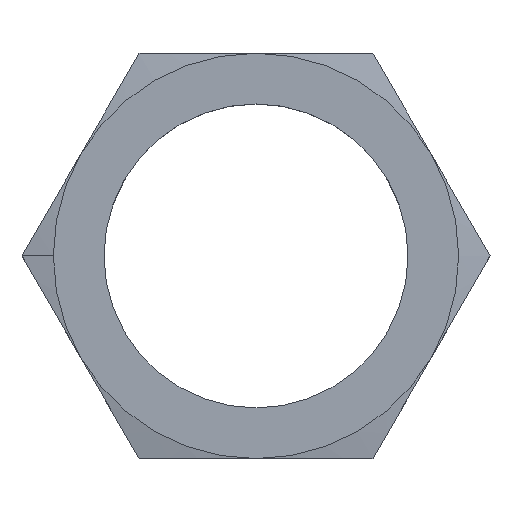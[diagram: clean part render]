
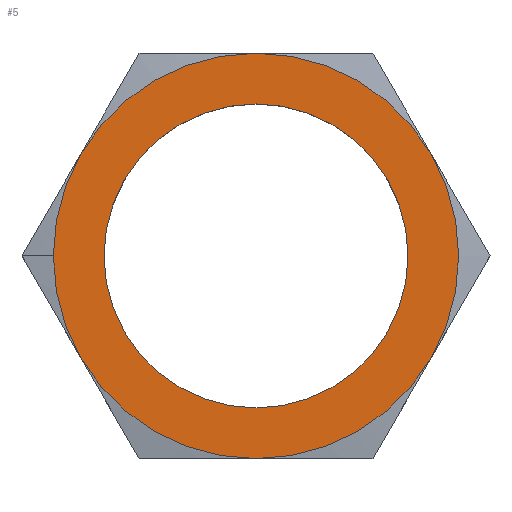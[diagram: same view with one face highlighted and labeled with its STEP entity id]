
A CAD part, top view. The second image highlights one B-rep face of the part: STEP entity #5.
In plain terms, the highlighted planar face has unit normal (0, 0, 1).
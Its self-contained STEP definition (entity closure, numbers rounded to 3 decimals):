
#5 = ADVANCED_FACE ( 'NONE', ( #132, #899 ), #561, .T. ) ;
#44 = AXIS2_PLACEMENT_3D ( 'NONE', #586, #243, #1009 ) ;
#73 = CARTESIAN_POINT ( 'NONE',  ( 6., 0., 2. ) ) ;
#74 = ORIENTED_EDGE ( 'NONE', *, *, #539, .T. ) ;
#118 = ORIENTED_EDGE ( 'NONE', *, *, #557, .F. ) ;
#128 = DIRECTION ( 'NONE',  ( 1., 0., 0. ) ) ;
#131 = AXIS2_PLACEMENT_3D ( 'NONE', #238, #1006, #660 ) ;
#132 = FACE_BOUND ( 'NONE', #636, .T. ) ;
#180 = CARTESIAN_POINT ( 'NONE',  ( 0., 0., 2. ) ) ;
#193 = VERTEX_POINT ( 'NONE', #1085 ) ;
#218 = CARTESIAN_POINT ( 'NONE',  ( 0., 0., 2. ) ) ;
#238 = CARTESIAN_POINT ( 'NONE',  ( 0., 0., 2. ) ) ;
#243 = DIRECTION ( 'NONE',  ( 0., 0., 1. ) ) ;
#308 = CIRCLE ( 'NONE', #797, 4.5 ) ;
#347 = DIRECTION ( 'NONE',  ( 0., 0., 1. ) ) ;
#423 = CIRCLE ( 'NONE', #44, 6. ) ;
#474 = DIRECTION ( 'NONE',  ( 0., 0., 1. ) ) ;
#526 = VERTEX_POINT ( 'NONE', #73 ) ;
#539 = EDGE_CURVE ( 'NONE', #526, #193, #423, .T. ) ;
#543 = VERTEX_POINT ( 'NONE', #665 ) ;
#557 = EDGE_CURVE ( 'NONE', #543, #744, #709, .T. ) ;
#561 = PLANE ( 'NONE',  #996 ) ;
#586 = CARTESIAN_POINT ( 'NONE',  ( 0., 0., 2. ) ) ;
#636 = EDGE_LOOP ( 'NONE', ( #1115, #118 ) ) ;
#639 = CARTESIAN_POINT ( 'NONE',  ( -4.5, 0., 2. ) ) ;
#641 = DIRECTION ( 'NONE',  ( 1., 0., 0. ) ) ;
#660 = DIRECTION ( 'NONE',  ( 1., 0., 0. ) ) ;
#665 = CARTESIAN_POINT ( 'NONE',  ( 4.5, 0., 2. ) ) ;
#706 = EDGE_CURVE ( 'NONE', #193, #526, #779, .T. ) ;
#709 = CIRCLE ( 'NONE', #131, 4.5 ) ;
#744 = VERTEX_POINT ( 'NONE', #639 ) ;
#779 = CIRCLE ( 'NONE', #781, 6. ) ;
#781 = AXIS2_PLACEMENT_3D ( 'NONE', #813, #474, #128 ) ;
#797 = AXIS2_PLACEMENT_3D ( 'NONE', #180, #347, #1038 ) ;
#813 = CARTESIAN_POINT ( 'NONE',  ( 0., 0., 2. ) ) ;
#823 = EDGE_LOOP ( 'NONE', ( #912, #74 ) ) ;
#824 = EDGE_CURVE ( 'NONE', #744, #543, #308, .T. ) ;
#899 = FACE_OUTER_BOUND ( 'NONE', #823, .T. ) ;
#912 = ORIENTED_EDGE ( 'NONE', *, *, #706, .T. ) ;
#986 = DIRECTION ( 'NONE',  ( 0., 0., 1. ) ) ;
#996 = AXIS2_PLACEMENT_3D ( 'NONE', #218, #986, #641 ) ;
#1006 = DIRECTION ( 'NONE',  ( 0., 0., 1. ) ) ;
#1009 = DIRECTION ( 'NONE',  ( 1., 0., 0. ) ) ;
#1038 = DIRECTION ( 'NONE',  ( 1., 0., 0. ) ) ;
#1085 = CARTESIAN_POINT ( 'NONE',  ( -6., 0., 2. ) ) ;
#1115 = ORIENTED_EDGE ( 'NONE', *, *, #824, .F. ) ;
